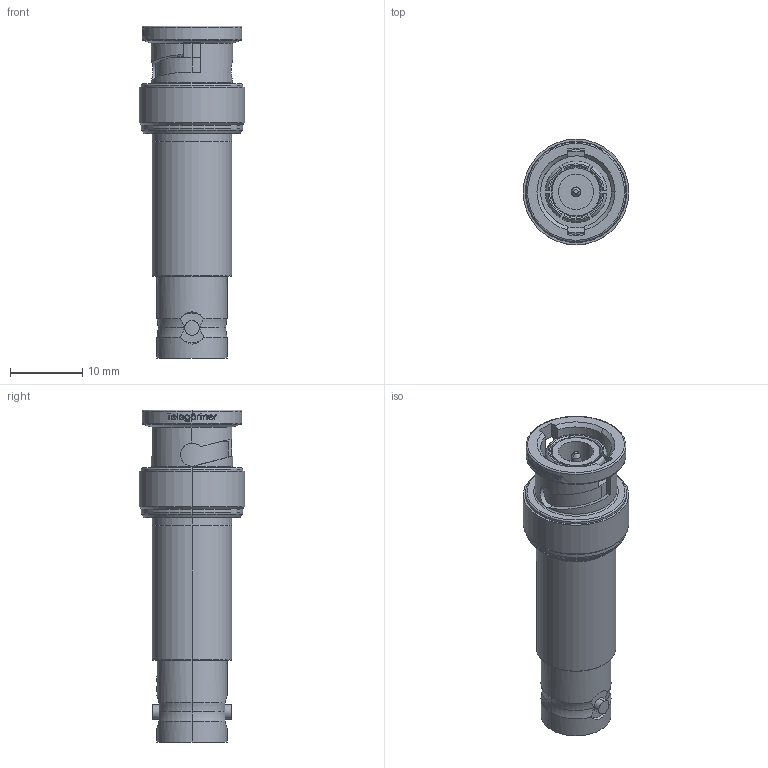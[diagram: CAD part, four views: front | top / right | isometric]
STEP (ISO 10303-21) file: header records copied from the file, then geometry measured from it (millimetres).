
FILE_DESCRIPTION (( 'STEP AP214' ), '1' );
FILE_NAME ('J01006A0025.STEP', '2019-07-04T06:48:57', ( '' ), ( '' ), 'SwSTEP 2.0', 'SolidWorks 2018', '' );
FILE_SCHEMA (( 'AUTOMOTIVE_DESIGN' ));
Length unit declared in the file: millimetre
Products named in the file (1): J01006A0025
Bounding box: 14.6 x 14.6 x 45.9 mm (x, y, z)
Volume: 4175.8 mm3; surface area: 2677.7 mm2
Topology: 1 solids, 1 shells, 373 faces, 951 edges, 621 vertices
Faces by surface type: plane 141, cylinder 90, bspline 78, cone 36, torus 28
Entity records: 18425 total; most frequent: CARTESIAN_POINT 5996, ORIENTED_EDGE 1902, DIRECTION 1488, EDGE_CURVE 951, VERTEX_POINT 621, AXIS2_PLACEMENT_3D 540, EDGE_LOOP 418, VECTOR 408
